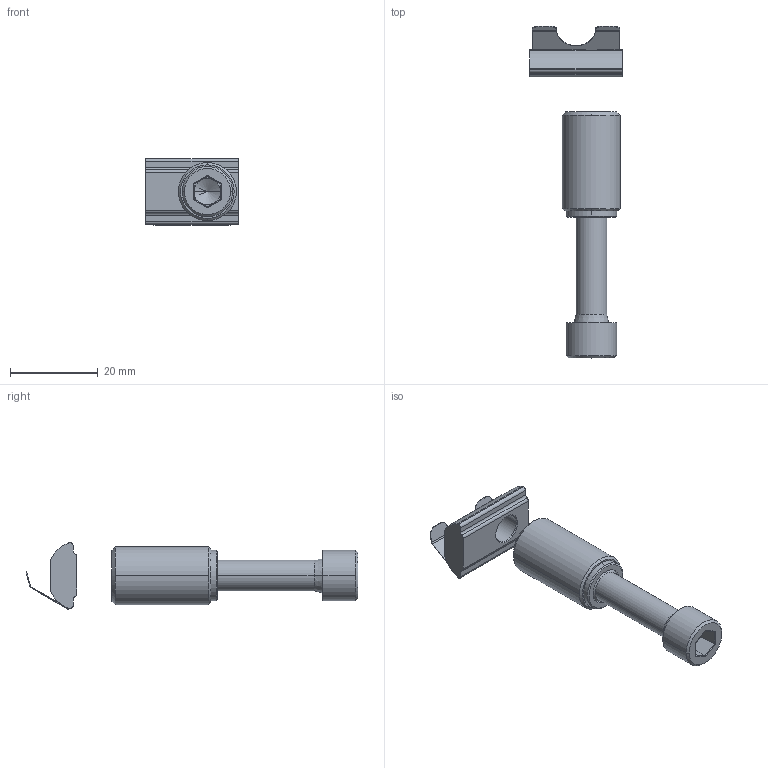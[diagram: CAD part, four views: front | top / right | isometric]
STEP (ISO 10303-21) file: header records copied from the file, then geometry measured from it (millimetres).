
FILE_DESCRIPTION (( 'STEP AP203' ), '1' );
FILE_NAME ('151242.step', '2021-06-03T16:40:21', ( '' ), ( '' ), 'SwSTEP 2.0', 'SolidWorks 2021', '' );
FILE_SCHEMA (( 'CONFIG_CONTROL_DESIGN' ));
Length unit declared in the file: inch
Products named in the file (1): 151242
Bounding box: 21 x 75.56 x 15.18 mm (x, y, z)
Volume: 5426 mm3; surface area: 4514.2 mm2
Topology: 4 solids, 4 shells, 117 faces, 296 edges, 187 vertices
Faces by surface type: cylinder 49, plane 46, cone 18, bspline 4
Entity records: 3961 total; most frequent: CARTESIAN_POINT 1045, DIRECTION 614, ORIENTED_EDGE 588, EDGE_CURVE 294, AXIS2_PLACEMENT_3D 234, VERTEX_POINT 187, VECTOR 146, LINE 146
